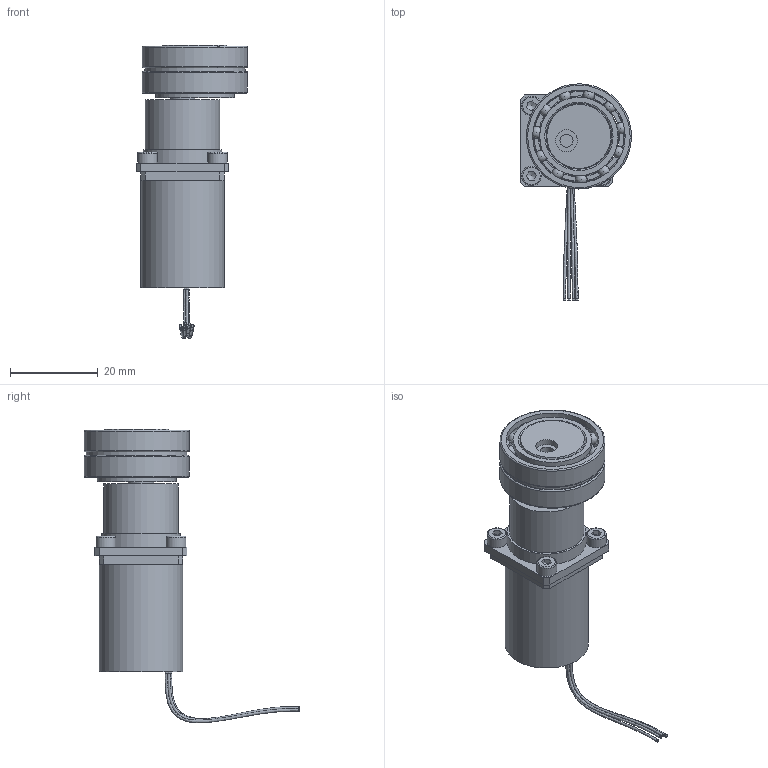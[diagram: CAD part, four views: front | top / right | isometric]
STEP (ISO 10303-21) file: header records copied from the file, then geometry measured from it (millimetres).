
FILE_DESCRIPTION(/* description */ (''),/* implementation_level */ '2;1');
FILE_NAME(/* name */ 'model_product_id40.stp',/* time_stamp */ '2016-08-02T15:56:02+02:00',/* author */ ('SD'),/* organization */ ('Micromotion GmbH Germany'),/* preprocessor_version */ 'ST-DEVELOPER v16.1',/* originating_system */ 'Autodesk Inventor 2016',/* authorisation */ '');
FILE_SCHEMA (('AUTOMOTIVE_DESIGN { 1 0 10303 214 3 1 1 }'));
Length unit declared in the file: millimetre
Products named in the file (1): MEA-10-80-6-ST-SPM0005_Shrinkwrap_1
Bounding box: 25.33 x 49.29 x 67.03 mm (x, y, z)
Volume: 16123.5 mm3; surface area: 7935.9 mm2
Topology: 1 solids, 1 shells, 222 faces, 667 edges, 432 vertices
Faces by surface type: plane 84, torus 57, cylinder 46, sphere 22, cone 9, bspline 4
Full cylindrical faces by diameter (mm): 0.6 x4, 2.013 x4, 3 x1, 4.5 x4, 4.6 x1, 5 x2, 5.3 x1, 6.85 x1, 15 x1, 17 x1, 17.88 x4, 18 x2, 18.5 x1, 19 x1, 20.5 x2, 21.12 x4, 23 x1, 24 x2
Entity records: 9545 total; most frequent: CARTESIAN_POINT 4225, ORIENTED_EDGE 1048, DIRECTION 952, EDGE_CURVE 520, AXIS2_PLACEMENT_3D 419, VERTEX_POINT 366, EDGE_LOOP 338, STYLED_ITEM 223
